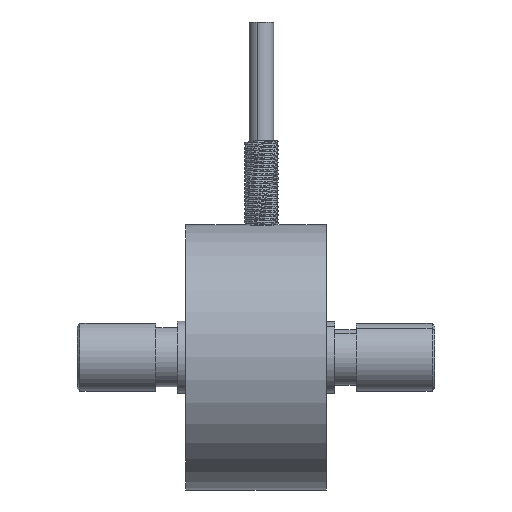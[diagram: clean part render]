
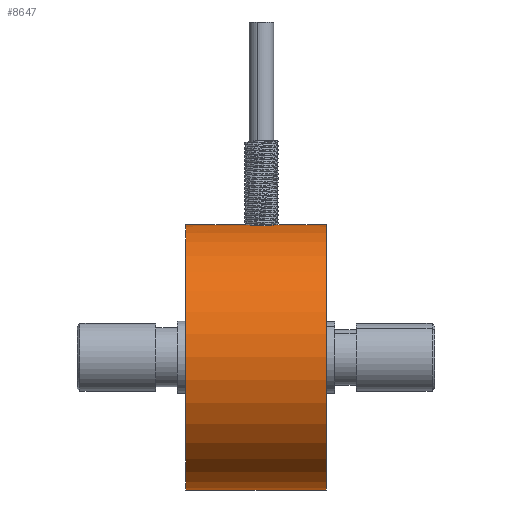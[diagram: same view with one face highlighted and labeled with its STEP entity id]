
A CAD part, left-side view. The second image highlights one B-rep face of the part: STEP entity #8647.
In plain terms, the highlighted cylindrical face has radius 12.446 mm (diameter 24.892 mm), a partial arc.
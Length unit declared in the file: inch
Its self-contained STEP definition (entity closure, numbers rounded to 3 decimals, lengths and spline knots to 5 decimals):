
#278 = AXIS2_PLACEMENT_3D ( 'NONE', #831, #7192, #13532 ) ;
#288 = CARTESIAN_POINT ( 'NONE',  ( -0.04645, 0.18701, 0.4878 ) ) ;
#324 = CIRCLE ( 'NONE', #11680, 0.49 ) ;
#618 = CARTESIAN_POINT ( 'NONE',  ( 0., 0., 0.49 ) ) ;
#831 = CARTESIAN_POINT ( 'NONE',  ( 0., 0., 0. ) ) ;
#1375 = CARTESIAN_POINT ( 'NONE',  ( -0.01823, 0.30807, 0.48968 ) ) ;
#1488 = CARTESIAN_POINT ( 'NONE',  ( -0.00926, 0.17015, 0.48993 ) ) ;
#1491 = EDGE_CURVE ( 'NONE', #2004, #16486, #13636, .T. ) ;
#1880 = VECTOR ( 'NONE', #11596, 39.37008 ) ;
#2004 = VERTEX_POINT ( 'NONE', #8316 ) ;
#2145 = ORIENTED_EDGE ( 'NONE', *, *, #2633, .F. ) ;
#2633 = EDGE_CURVE ( 'NONE', #14382, #15786, #324, .T. ) ;
#2658 = CARTESIAN_POINT ( 'NONE',  ( -0.06847, 0.25845, 0.48521 ) ) ;
#3026 = CARTESIAN_POINT ( 'NONE',  ( -0.0632, 0.20883, 0.48591 ) ) ;
#3096 = DIRECTION ( 'NONE',  ( 0., -1., 0. ) ) ;
#3620 = CARTESIAN_POINT ( 'NONE',  ( -0.07031, 0.24, 0.48493 ) ) ;
#3787 = VECTOR ( 'NONE', #3096, 39.37008 ) ;
#4034 = VERTEX_POINT ( 'NONE', #10032 ) ;
#4128 = CARTESIAN_POINT ( 'NONE',  ( -0.07032, 0.23541, 0.48493 ) ) ;
#4129 = LINE ( 'NONE', #5318, #12604 ) ;
#4134 = CARTESIAN_POINT ( 'NONE',  ( 0., 0.31032, 0.49 ) ) ;
#4180 = CARTESIAN_POINT ( 'NONE',  ( -0.03121, 0.30318, 0.48902 ) ) ;
#4181 = CARTESIAN_POINT ( 'NONE',  ( 0., 0.52, 0.49 ) ) ;
#4214 = CARTESIAN_POINT ( 'NONE',  ( -0.02266, 0.17328, 0.48949 ) ) ;
#4389 = EDGE_CURVE ( 'NONE', #4034, #2004, #6226, .T. ) ;
#5318 = CARTESIAN_POINT ( 'NONE',  ( 0., 0., -0.49 ) ) ;
#5397 = CARTESIAN_POINT ( 'NONE',  ( -0.06805, 0.22172, 0.48525 ) ) ;
#5566 = CARTESIAN_POINT ( 'NONE',  ( -0.00459, 0.16968, 0.49 ) ) ;
#5848 = EDGE_CURVE ( 'NONE', #15514, #16486, #12301, .T. ) ;
#5911 = ORIENTED_EDGE ( 'NONE', *, *, #13369, .T. ) ;
#6226 = B_SPLINE_CURVE_WITH_KNOTS ( 'NONE', 3,
 ( #7925, #5566, #1488, #14595, #4214, #10513, #14515, #13162, #288, #6658, #11802, #10605, #3026, #8174, #5397, #8012, #4128, #6580 ),
 .UNSPECIFIED., .F., .F.,
 ( 4, 2, 2, 2, 2, 2, 2, 2, 4 ),
 ( 0.0028, 0.00315, 0.00349, 0.00384, 0.00419, 0.00454, 0.00489, 0.00524, 0.00559 ),
 .UNSPECIFIED. ) ;
#6363 = EDGE_CURVE ( 'NONE', #4034, #14382, #15756, .T. ) ;
#6411 = VERTEX_POINT ( 'NONE', #14389 ) ;
#6458 = EDGE_CURVE ( 'NONE', #15514, #6411, #13490, .T. ) ;
#6471 = CARTESIAN_POINT ( 'NONE',  ( -0.06145, 0.27538, 0.48614 ) ) ;
#6580 = CARTESIAN_POINT ( 'NONE',  ( -0.07031, 0.24, 0.48493 ) ) ;
#6658 = CARTESIAN_POINT ( 'NONE',  ( -0.053, 0.19356, 0.48714 ) ) ;
#6798 = CARTESIAN_POINT ( 'NONE',  ( -0.00923, 0.30986, 0.48993 ) ) ;
#6896 = EDGE_LOOP ( 'NONE', ( #11421, #12897, #5911, #2145, #7649, #7636, #8084 ) ) ;
#7192 = DIRECTION ( 'NONE',  ( 0., -1., 0. ) ) ;
#7636 = ORIENTED_EDGE ( 'NONE', *, *, #4389, .T. ) ;
#7649 = ORIENTED_EDGE ( 'NONE', *, *, #6363, .F. ) ;
#7811 = CARTESIAN_POINT ( 'NONE',  ( -0.0465, 0.29295, 0.4878 ) ) ;
#7925 = CARTESIAN_POINT ( 'NONE',  ( 0., 0.16968, 0.49 ) ) ;
#8012 = CARTESIAN_POINT ( 'NONE',  ( -0.06985, 0.23075, 0.485 ) ) ;
#8084 = ORIENTED_EDGE ( 'NONE', *, *, #1491, .T. ) ;
#8174 = CARTESIAN_POINT ( 'NONE',  ( -0.06672, 0.21734, 0.48544 ) ) ;
#8234 = CARTESIAN_POINT ( 'NONE',  ( -0.00465, 0.31031, 0.49 ) ) ;
#8316 = CARTESIAN_POINT ( 'NONE',  ( -0.07031, 0.24, 0.48493 ) ) ;
#8368 = AXIS2_PLACEMENT_3D ( 'NONE', #10309, #11514, #16714 ) ;
#8647 = ADVANCED_FACE ( 'NONE', ( #13447 ), #9725, .T. ) ;
#9009 = DIRECTION ( 'NONE',  ( 0., -1., 0. ) ) ;
#9143 = CARTESIAN_POINT ( 'NONE',  ( 0., 0., 0.49 ) ) ;
#9725 = CYLINDRICAL_SURFACE ( 'NONE', #278, 0.49 ) ;
#10032 = CARTESIAN_POINT ( 'NONE',  ( 0., 0.16968, 0.49 ) ) ;
#10309 = CARTESIAN_POINT ( 'NONE',  ( 0., 0.52, 0. ) ) ;
#10513 = CARTESIAN_POINT ( 'NONE',  ( -0.03118, 0.17681, 0.48903 ) ) ;
#10605 = CARTESIAN_POINT ( 'NONE',  ( -0.06099, 0.20472, 0.4862 ) ) ;
#11195 = CARTESIAN_POINT ( 'NONE',  ( -0.04288, 0.29592, 0.48814 ) ) ;
#11421 = ORIENTED_EDGE ( 'NONE', *, *, #5848, .F. ) ;
#11514 = DIRECTION ( 'NONE',  ( 0., -1., 0. ) ) ;
#11596 = DIRECTION ( 'NONE',  ( 0., -1., 0. ) ) ;
#11604 = CARTESIAN_POINT ( 'NONE',  ( -0.05622, 0.28322, 0.48681 ) ) ;
#11680 = AXIS2_PLACEMENT_3D ( 'NONE', #12563, #9009, #16473 ) ;
#11802 = CARTESIAN_POINT ( 'NONE',  ( -0.05591, 0.19711, 0.48681 ) ) ;
#11803 = DIRECTION ( 'NONE',  ( 0., -1., 0. ) ) ;
#12025 = CARTESIAN_POINT ( 'NONE',  ( -0.03525, 0.30101, 0.48875 ) ) ;
#12125 = CARTESIAN_POINT ( 'NONE',  ( 0., 0., 0.49 ) ) ;
#12301 = LINE ( 'NONE', #12125, #3787 ) ;
#12563 = CARTESIAN_POINT ( 'NONE',  ( 0., 0., 0. ) ) ;
#12604 = VECTOR ( 'NONE', #11803, 39.37008 ) ;
#12894 = CARTESIAN_POINT ( 'NONE',  ( 0., 0., -0.49 ) ) ;
#12897 = ORIENTED_EDGE ( 'NONE', *, *, #6458, .T. ) ;
#13162 = CARTESIAN_POINT ( 'NONE',  ( -0.0429, 0.1841, 0.48813 ) ) ;
#13369 = EDGE_CURVE ( 'NONE', #6411, #15786, #4129, .T. ) ;
#13447 = FACE_OUTER_BOUND ( 'NONE', #6896, .T. ) ;
#13490 = CIRCLE ( 'NONE', #8368, 0.49 ) ;
#13532 = DIRECTION ( 'NONE',  ( 0., 0., -1. ) ) ;
#13636 = B_SPLINE_CURVE_WITH_KNOTS ( 'NONE', 3,
 ( #3620, #13921, #2658, #6471, #11604, #7811, #11195, #12025, #4180, #14317, #1375, #6798, #8234, #15851 ),
 .UNSPECIFIED., .F., .F.,
 ( 4, 2, 2, 2, 2, 2, 4 ),
 ( 0.00559, 0.00629, 0.00699, 0.00734, 0.00769, 0.00804, 0.00839 ),
 .UNSPECIFIED. ) ;
#13921 = CARTESIAN_POINT ( 'NONE',  ( -0.07031, 0.24919, 0.48493 ) ) ;
#14317 = CARTESIAN_POINT ( 'NONE',  ( -0.02269, 0.30671, 0.48949 ) ) ;
#14382 = VERTEX_POINT ( 'NONE', #618 ) ;
#14389 = CARTESIAN_POINT ( 'NONE',  ( 0., 0.52, -0.49 ) ) ;
#14515 = CARTESIAN_POINT ( 'NONE',  ( -0.03529, 0.17901, 0.48874 ) ) ;
#14595 = CARTESIAN_POINT ( 'NONE',  ( -0.01828, 0.17195, 0.48968 ) ) ;
#15514 = VERTEX_POINT ( 'NONE', #4181 ) ;
#15756 = LINE ( 'NONE', #9143, #1880 ) ;
#15786 = VERTEX_POINT ( 'NONE', #12894 ) ;
#15851 = CARTESIAN_POINT ( 'NONE',  ( 0., 0.31032, 0.49 ) ) ;
#16473 = DIRECTION ( 'NONE',  ( 0., 0., -1. ) ) ;
#16486 = VERTEX_POINT ( 'NONE', #4134 ) ;
#16714 = DIRECTION ( 'NONE',  ( 0., 0., -1. ) ) ;
